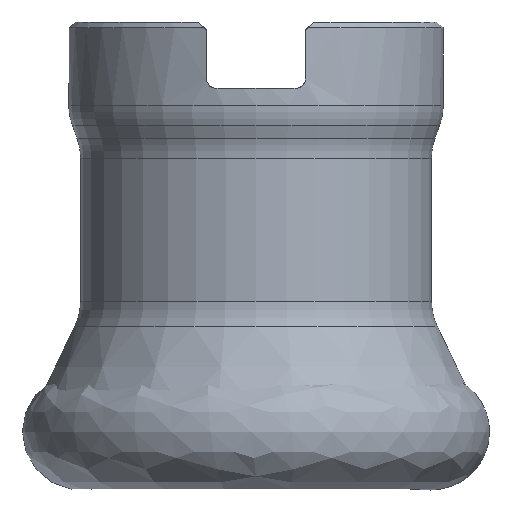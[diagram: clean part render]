
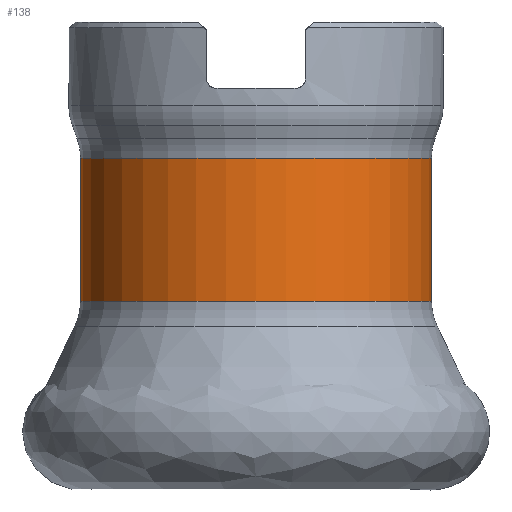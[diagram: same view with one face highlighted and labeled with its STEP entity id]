
A CAD part, front view. The second image highlights one B-rep face of the part: STEP entity #138.
In plain terms, the highlighted cylindrical face has radius 15 mm (diameter 30 mm), a full revolution.
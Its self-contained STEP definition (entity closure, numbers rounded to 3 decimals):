
#138=ADVANCED_FACE('',(#319,#320),#190,.T.);
#190=CYLINDRICAL_SURFACE('',#965,15.);
#319=FACE_BOUND('',#374,.T.);
#320=FACE_BOUND('',#375,.T.);
#374=EDGE_LOOP('',(#485));
#375=EDGE_LOOP('',(#486));
#485=ORIENTED_EDGE('',*,*,#800,.T.);
#486=ORIENTED_EDGE('',*,*,#801,.T.);
#711=VERTEX_POINT('',#1485);
#712=VERTEX_POINT('',#1487);
#800=EDGE_CURVE('',#711,#711,#898,.T.);
#801=EDGE_CURVE('',#712,#712,#899,.T.);
#898=CIRCLE('',#963,15.);
#899=CIRCLE('',#964,15.);
#963=AXIS2_PLACEMENT_3D('',#1484,#1123,#1124);
#964=AXIS2_PLACEMENT_3D('',#1486,#1125,#1126);
#965=AXIS2_PLACEMENT_3D('',#1488,#1127,#1128);
#1123=DIRECTION('',(0.,0.,-1.));
#1124=DIRECTION('',(-1.,0.,0.));
#1125=DIRECTION('',(0.,0.,1.));
#1126=DIRECTION('',(-1.,0.,0.));
#1127=DIRECTION('',(0.,0.,1.));
#1128=DIRECTION('',(1.,0.,0.));
#1484=CARTESIAN_POINT('',(0.,0.,-11.629));
#1485=CARTESIAN_POINT('',(-15.,0.,-11.629));
#1486=CARTESIAN_POINT('',(0.,0.,-23.86));
#1487=CARTESIAN_POINT('',(-15.,0.,-23.86));
#1488=CARTESIAN_POINT('',(0.,0.,0.));
